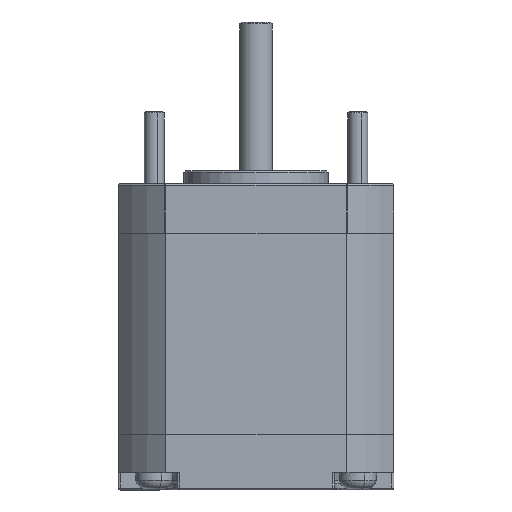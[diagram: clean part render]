
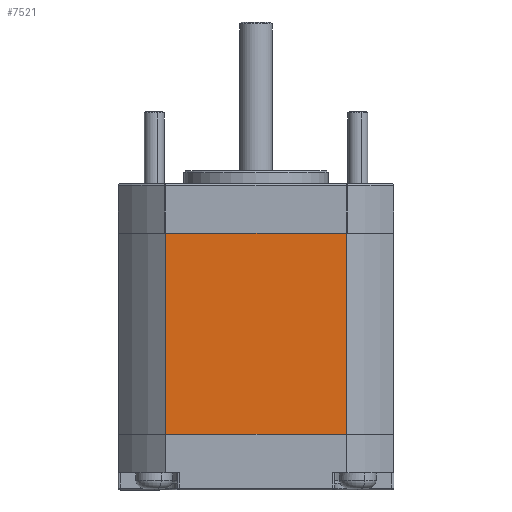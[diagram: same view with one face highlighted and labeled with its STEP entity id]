
A CAD part, front view. The second image highlights one B-rep face of the part: STEP entity #7521.
In plain terms, the highlighted planar face has unit normal (0, -1, 0).
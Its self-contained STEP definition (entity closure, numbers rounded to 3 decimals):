
#6 = LINE ( 'NONE', #2407, #11748 ) ;
#890 = EDGE_CURVE ( 'Defeatured_1_67+Defeatured_1_66+Defeatured_1_11+Defeatured_1_264', #10454, #11268, #6, .T. ) ;
#2407 = CARTESIAN_POINT ( 'NONE',  ( 22.597, -15.354, 22.095 ) ) ;
#2501 = DIRECTION ( 'NONE',  ( 0., 0., -1. ) ) ;
#2701 = CARTESIAN_POINT ( 'NONE',  ( 22.597, -15.354, -8.505 ) ) ;
#3309 = CARTESIAN_POINT ( 'NONE',  ( 22.597, -15.354, -8.505 ) ) ;
#3400 = EDGE_CURVE ( 'Defeatured_1_18+Defeatured_1_66+Defeatured_1_10+Defeatured_1_11', #7224, #10454, #9477, .T. ) ;
#3769 = VECTOR ( 'NONE', #7058, 1000. ) ;
#4127 = EDGE_CURVE ( 'Defeatured_1_66+Defeatured_1_65+Defeatured_1_18+Defeatured_1_265', #7224, #13611, #10917, .T. ) ;
#5051 = AXIS2_PLACEMENT_3D ( 'NONE', #6481, #14378, #5193 ) ;
#5193 = DIRECTION ( 'NONE',  ( 0., 0., 1. ) ) ;
#5511 = FACE_OUTER_BOUND ( 'NONE', #7452, .T. ) ;
#5905 = CARTESIAN_POINT ( 'NONE',  ( 22.597, -15.354, 22.095 ) ) ;
#6481 = CARTESIAN_POINT ( 'NONE',  ( 22.597, -15.354, 22.095 ) ) ;
#6860 = ORIENTED_EDGE ( 'NONE', *, *, #890, .F. ) ;
#7058 = DIRECTION ( 'NONE',  ( 1., 0., 0. ) ) ;
#7224 = VERTEX_POINT ( 'NONE', #13621 ) ;
#7423 = EDGE_CURVE ( 'Defeatured_1_66+Defeatured_1_265+Defeatured_1_65+Defeatured_1_67', #13611, #11268, #12964, .T. ) ;
#7452 = EDGE_LOOP ( 'NONE', ( #9561, #6860, #10066, #13927 ) ) ;
#7521 = ADVANCED_FACE ( 'Defeatured_1_66', ( #5511 ), #10996, .F. ) ;
#9294 = CARTESIAN_POINT ( 'NONE',  ( 22.597, -15.354, 22.095 ) ) ;
#9477 = LINE ( 'NONE', #9294, #3769 ) ;
#9561 = ORIENTED_EDGE ( 'NONE', *, *, #7423, .T. ) ;
#10066 = ORIENTED_EDGE ( 'NONE', *, *, #3400, .F. ) ;
#10214 = VECTOR ( 'NONE', #12963, 1000. ) ;
#10454 = VERTEX_POINT ( 'NONE', #5905 ) ;
#10917 = LINE ( 'NONE', #11684, #10214 ) ;
#10996 = PLANE ( 'NONE',  #5051 ) ;
#11268 = VERTEX_POINT ( 'NONE', #3309 ) ;
#11684 = CARTESIAN_POINT ( 'NONE',  ( -4.899, -15.354, 22.095 ) ) ;
#11748 = VECTOR ( 'NONE', #2501, 1000. ) ;
#12963 = DIRECTION ( 'NONE',  ( 0., 0., -1. ) ) ;
#12964 = LINE ( 'NONE', #2701, #13297 ) ;
#13297 = VECTOR ( 'NONE', #14135, 1000. ) ;
#13611 = VERTEX_POINT ( 'NONE', #14308 ) ;
#13621 = CARTESIAN_POINT ( 'NONE',  ( -4.899, -15.354, 22.095 ) ) ;
#13927 = ORIENTED_EDGE ( 'NONE', *, *, #4127, .T. ) ;
#14135 = DIRECTION ( 'NONE',  ( 1., 0., 0. ) ) ;
#14308 = CARTESIAN_POINT ( 'NONE',  ( -4.899, -15.354, -8.505 ) ) ;
#14378 = DIRECTION ( 'NONE',  ( 0., 1., 0. ) ) ;
